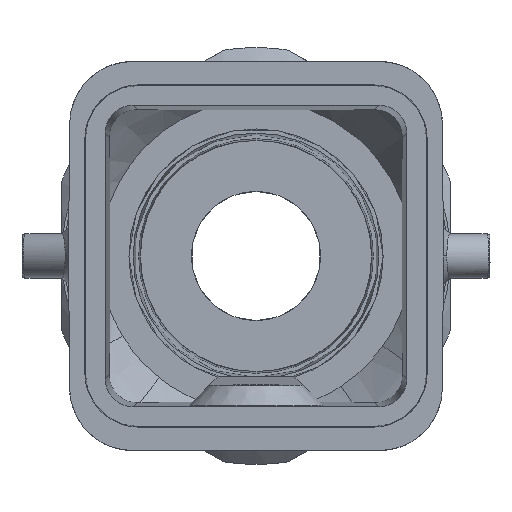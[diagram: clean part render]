
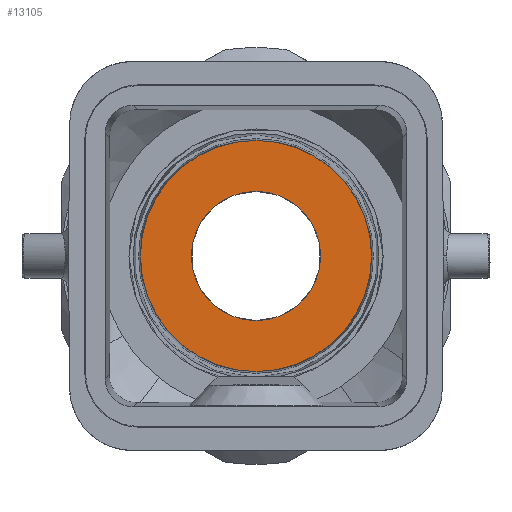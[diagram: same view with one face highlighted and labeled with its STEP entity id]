
A CAD part, front view. The second image highlights one B-rep face of the part: STEP entity #13105.
In plain terms, the highlighted planar face has unit normal (0, -1, 0).
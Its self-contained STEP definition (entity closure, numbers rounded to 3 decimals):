
#2202=CARTESIAN_POINT('',(0.,48.6,0.));
#2203=DIRECTION('',(0.,1.,0.));
#2204=DIRECTION('',(0.,0.,1.));
#2205=AXIS2_PLACEMENT_3D('',#2202,#2203,#2204);
#2207=CARTESIAN_POINT('',(0.,48.6,0.));
#2208=DIRECTION('',(0.,1.,0.));
#2209=DIRECTION('',(0.,0.,-1.));
#2210=AXIS2_PLACEMENT_3D('',#2207,#2208,#2209);
#2212=CARTESIAN_POINT('',(0.,48.6,0.));
#2213=DIRECTION('',(0.,-1.,0.));
#2214=DIRECTION('',(0.,0.,1.));
#2215=AXIS2_PLACEMENT_3D('',#2212,#2213,#2214);
#2217=CARTESIAN_POINT('',(0.,48.6,0.));
#2218=DIRECTION('',(0.,-1.,0.));
#2219=DIRECTION('',(0.,0.,-1.));
#2220=AXIS2_PLACEMENT_3D('',#2217,#2218,#2219);
#9938=CARTESIAN_POINT('',(0.,48.6,-8.321));
#9939=VERTEX_POINT('',#9938);
#9940=CARTESIAN_POINT('',(0.,48.6,8.321));
#9941=VERTEX_POINT('',#9940);
#9942=CARTESIAN_POINT('',(0.,48.6,4.65));
#9943=CARTESIAN_POINT('',(0.,48.6,-4.65));
#9944=VERTEX_POINT('',#9942);
#9945=VERTEX_POINT('',#9943);
#13090=CARTESIAN_POINT('',(0.,48.6,0.));
#13091=DIRECTION('',(0.,1.,0.));
#13092=DIRECTION('',(0.,0.,1.));
#13093=AXIS2_PLACEMENT_3D('',#13090,#13091,#13092);
#13094=PLANE('',#13093);
#13095=ORIENTED_EDGE('',*,*,#13083,.T.);
#13096=ORIENTED_EDGE('',*,*,#13072,.T.);
#13097=EDGE_LOOP('',(#13095,#13096));
#13098=FACE_OUTER_BOUND('',#13097,.F.);
#13100=ORIENTED_EDGE('',*,*,#13099,.T.);
#13102=ORIENTED_EDGE('',*,*,#13101,.T.);
#13103=EDGE_LOOP('',(#13100,#13102));
#13104=FACE_BOUND('',#13103,.F.);
#13105=ADVANCED_FACE('',(#13098,#13104),#13094,.F.);
#2206=CIRCLE('',#2205,8.321);
#2211=CIRCLE('',#2210,8.321);
#2216=CIRCLE('',#2215,4.65);
#2221=CIRCLE('',#2220,4.65);
#13072=EDGE_CURVE('',#9939,#9941,#2211,.T.);
#13083=EDGE_CURVE('',#9941,#9939,#2206,.T.);
#13099=EDGE_CURVE('',#9944,#9945,#2216,.T.);
#13101=EDGE_CURVE('',#9945,#9944,#2221,.T.);
